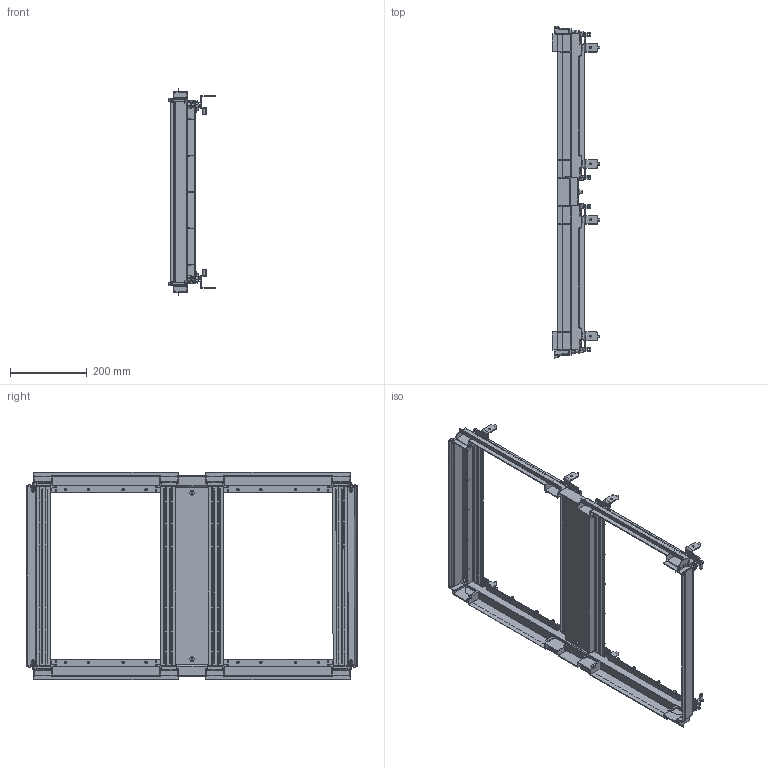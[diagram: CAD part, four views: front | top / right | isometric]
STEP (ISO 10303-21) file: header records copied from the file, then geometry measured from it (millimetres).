
FILE_DESCRIPTION (( 'STEP AP203' ), '1' );
FILE_NAME ('G5_5_TPM.STEP', '2014-06-11T13:03:52', ( '' ), ( '' ), 'SwSTEP 2.0', 'SolidWorks 2012', '' );
FILE_SCHEMA (( 'CONFIG_CONTROL_DESIGN' ));
Length unit declared in the file: millimetre
Products named in the file (8): G5_5_TPM; Boccola; Flangia supporto castello B; Flangia supporto castello A; Giunzione montanti ; Chiusura intermedia G5_420; Chiusura G5_H 420; Montante 2 Moduli
Assembly tree (21 placements, depth 2):
  G5_5_TPM
    Montante 2 Moduli  x4
    Chiusura G5_H 420  x2
    Chiusura intermedia G5_420
    Giunzione montanti   x2
    Flangia supporto castello A  x4
    Flangia supporto castello B  x4
    Boccola  x4
Bounding box: 124 x 867.02 x 543 mm (x, y, z)
Volume: 1242198.5 mm3; surface area: 1036109.2 mm2
Topology: 21 solids, 21 shells, 3180 faces, 8402 edges, 5380 vertices
Faces by surface type: plane 1786, cylinder 746, cone 276, torus 238, bspline 78, sphere 56
Entity records: 40197 total; most frequent: CARTESIAN_POINT 8845, ORIENTED_EDGE 6582, DIRECTION 5909, EDGE_CURVE 3291, VECTOR 2345, LINE 2345, VERTEX_POINT 2126, AXIS2_PLACEMENT_3D 1782
